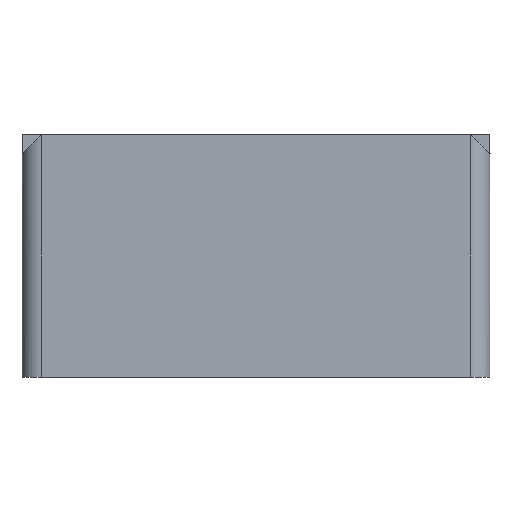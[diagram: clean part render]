
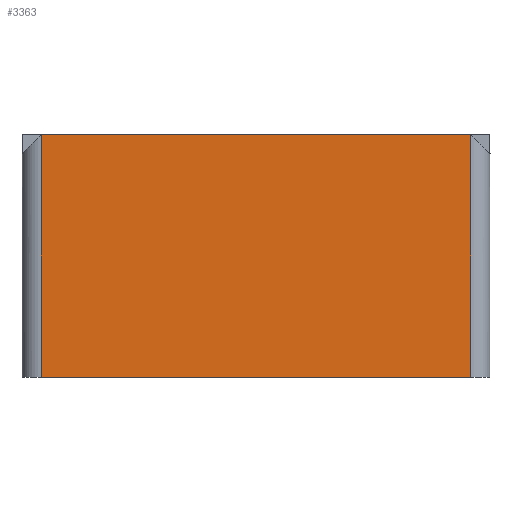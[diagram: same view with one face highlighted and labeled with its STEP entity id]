
A CAD part, front view. The second image highlights one B-rep face of the part: STEP entity #3363.
In plain terms, the highlighted planar face has unit normal (0, -1, 0).
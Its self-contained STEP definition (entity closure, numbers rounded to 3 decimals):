
#32 = PLANE('',#33);
#33 = AXIS2_PLACEMENT_3D('',#34,#35,#36);
#34 = CARTESIAN_POINT('',(0.,0.,9.39));
#35 = DIRECTION('',(0.,0.,1.));
#36 = DIRECTION('',(1.,0.,0.));
#506 = VERTEX_POINT('',#507);
#507 = CARTESIAN_POINT('',(-8.3,-9.05,9.39));
#533 = EDGE_CURVE('',#506,#534,#536,.T.);
#534 = VERTEX_POINT('',#535);
#535 = CARTESIAN_POINT('',(8.3,-9.05,9.39));
#536 = SURFACE_CURVE('',#537,(#541,#548),.PCURVE_S1.);
#537 = LINE('',#538,#539);
#538 = CARTESIAN_POINT('',(-9.05,-9.05,9.39));
#539 = VECTOR('',#540,1.);
#540 = DIRECTION('',(1.,0.,0.));
#541 = PCURVE('',#32,#542);
#542 = DEFINITIONAL_REPRESENTATION('',(#543),#547);
#543 = LINE('',#544,#545);
#544 = CARTESIAN_POINT('',(-9.05,-9.05));
#545 = VECTOR('',#546,1.);
#546 = DIRECTION('',(1.,0.));
#547 = ( GEOMETRIC_REPRESENTATION_CONTEXT(2) 
PARAMETRIC_REPRESENTATION_CONTEXT() REPRESENTATION_CONTEXT('2D SPACE',''
  ) );
#548 = PCURVE('',#549,#554);
#549 = PLANE('',#550);
#550 = AXIS2_PLACEMENT_3D('',#551,#552,#553);
#551 = CARTESIAN_POINT('',(-9.05,-9.05,0.));
#552 = DIRECTION('',(0.,1.,0.));
#553 = DIRECTION('',(1.,0.,0.));
#554 = DEFINITIONAL_REPRESENTATION('',(#555),#559);
#555 = LINE('',#556,#557);
#556 = CARTESIAN_POINT('',(0.,-9.39));
#557 = VECTOR('',#558,1.);
#558 = DIRECTION('',(1.,0.));
#559 = ( GEOMETRIC_REPRESENTATION_CONTEXT(2) 
PARAMETRIC_REPRESENTATION_CONTEXT() REPRESENTATION_CONTEXT('2D SPACE',''
  ) );
#1611 = PLANE('',#1612);
#1612 = AXIS2_PLACEMENT_3D('',#1613,#1614,#1615);
#1613 = CARTESIAN_POINT('',(0.,0.,0.));
#1614 = DIRECTION('',(0.,0.,1.));
#1615 = DIRECTION('',(1.,0.,0.));
#1838 = CYLINDRICAL_SURFACE('',#1839,0.75);
#1839 = AXIS2_PLACEMENT_3D('',#1840,#1841,#1842);
#1840 = CARTESIAN_POINT('',(8.3,-8.3,0.));
#1841 = DIRECTION('',(0.,0.,1.));
#1842 = DIRECTION('',(0.,-1.,0.));
#2466 = CYLINDRICAL_SURFACE('',#2467,0.75);
#2467 = AXIS2_PLACEMENT_3D('',#2468,#2469,#2470);
#2468 = CARTESIAN_POINT('',(-8.3,-8.3,0.));
#2469 = DIRECTION('',(0.,0.,1.));
#2470 = DIRECTION('',(-1.,0.,0.));
#3363 = ADVANCED_FACE('',(#3364),#549,.F.);
#3364 = FACE_BOUND('',#3365,.F.);
#3365 = EDGE_LOOP('',(#3366,#3391,#3412,#3413));
#3366 = ORIENTED_EDGE('',*,*,#3367,.F.);
#3367 = EDGE_CURVE('',#3368,#3370,#3372,.T.);
#3368 = VERTEX_POINT('',#3369);
#3369 = CARTESIAN_POINT('',(-8.3,-9.05,0.));
#3370 = VERTEX_POINT('',#3371);
#3371 = CARTESIAN_POINT('',(8.3,-9.05,0.));
#3372 = SURFACE_CURVE('',#3373,(#3377,#3384),.PCURVE_S1.);
#3373 = LINE('',#3374,#3375);
#3374 = CARTESIAN_POINT('',(-9.05,-9.05,0.));
#3375 = VECTOR('',#3376,1.);
#3376 = DIRECTION('',(1.,0.,0.));
#3377 = PCURVE('',#549,#3378);
#3378 = DEFINITIONAL_REPRESENTATION('',(#3379),#3383);
#3379 = LINE('',#3380,#3381);
#3380 = CARTESIAN_POINT('',(0.,0.));
#3381 = VECTOR('',#3382,1.);
#3382 = DIRECTION('',(1.,0.));
#3383 = ( GEOMETRIC_REPRESENTATION_CONTEXT(2) 
PARAMETRIC_REPRESENTATION_CONTEXT() REPRESENTATION_CONTEXT('2D SPACE',''
  ) );
#3384 = PCURVE('',#1611,#3385);
#3385 = DEFINITIONAL_REPRESENTATION('',(#3386),#3390);
#3386 = LINE('',#3387,#3388);
#3387 = CARTESIAN_POINT('',(-9.05,-9.05));
#3388 = VECTOR('',#3389,1.);
#3389 = DIRECTION('',(1.,0.));
#3390 = ( GEOMETRIC_REPRESENTATION_CONTEXT(2) 
PARAMETRIC_REPRESENTATION_CONTEXT() REPRESENTATION_CONTEXT('2D SPACE',''
  ) );
#3391 = ORIENTED_EDGE('',*,*,#3392,.T.);
#3392 = EDGE_CURVE('',#3368,#506,#3393,.T.);
#3393 = SURFACE_CURVE('',#3394,(#3398,#3405),.PCURVE_S1.);
#3394 = LINE('',#3395,#3396);
#3395 = CARTESIAN_POINT('',(-8.3,-9.05,0.));
#3396 = VECTOR('',#3397,1.);
#3397 = DIRECTION('',(0.,0.,1.));
#3398 = PCURVE('',#549,#3399);
#3399 = DEFINITIONAL_REPRESENTATION('',(#3400),#3404);
#3400 = LINE('',#3401,#3402);
#3401 = CARTESIAN_POINT('',(0.75,0.));
#3402 = VECTOR('',#3403,1.);
#3403 = DIRECTION('',(0.,-1.));
#3404 = ( GEOMETRIC_REPRESENTATION_CONTEXT(2) 
PARAMETRIC_REPRESENTATION_CONTEXT() REPRESENTATION_CONTEXT('2D SPACE',''
  ) );
#3405 = PCURVE('',#2466,#3406);
#3406 = DEFINITIONAL_REPRESENTATION('',(#3407),#3411);
#3407 = LINE('',#3408,#3409);
#3408 = CARTESIAN_POINT('',(1.571,0.));
#3409 = VECTOR('',#3410,1.);
#3410 = DIRECTION('',(0.,1.));
#3411 = ( GEOMETRIC_REPRESENTATION_CONTEXT(2) 
PARAMETRIC_REPRESENTATION_CONTEXT() REPRESENTATION_CONTEXT('2D SPACE',''
  ) );
#3412 = ORIENTED_EDGE('',*,*,#533,.T.);
#3413 = ORIENTED_EDGE('',*,*,#3414,.F.);
#3414 = EDGE_CURVE('',#3370,#534,#3415,.T.);
#3415 = SURFACE_CURVE('',#3416,(#3420,#3427),.PCURVE_S1.);
#3416 = LINE('',#3417,#3418);
#3417 = CARTESIAN_POINT('',(8.3,-9.05,0.));
#3418 = VECTOR('',#3419,1.);
#3419 = DIRECTION('',(0.,0.,1.));
#3420 = PCURVE('',#549,#3421);
#3421 = DEFINITIONAL_REPRESENTATION('',(#3422),#3426);
#3422 = LINE('',#3423,#3424);
#3423 = CARTESIAN_POINT('',(17.35,0.));
#3424 = VECTOR('',#3425,1.);
#3425 = DIRECTION('',(0.,-1.));
#3426 = ( GEOMETRIC_REPRESENTATION_CONTEXT(2) 
PARAMETRIC_REPRESENTATION_CONTEXT() REPRESENTATION_CONTEXT('2D SPACE',''
  ) );
#3427 = PCURVE('',#1838,#3428);
#3428 = DEFINITIONAL_REPRESENTATION('',(#3429),#3433);
#3429 = LINE('',#3430,#3431);
#3430 = CARTESIAN_POINT('',(0.,0.));
#3431 = VECTOR('',#3432,1.);
#3432 = DIRECTION('',(0.,1.));
#3433 = ( GEOMETRIC_REPRESENTATION_CONTEXT(2) 
PARAMETRIC_REPRESENTATION_CONTEXT() REPRESENTATION_CONTEXT('2D SPACE',''
  ) );
